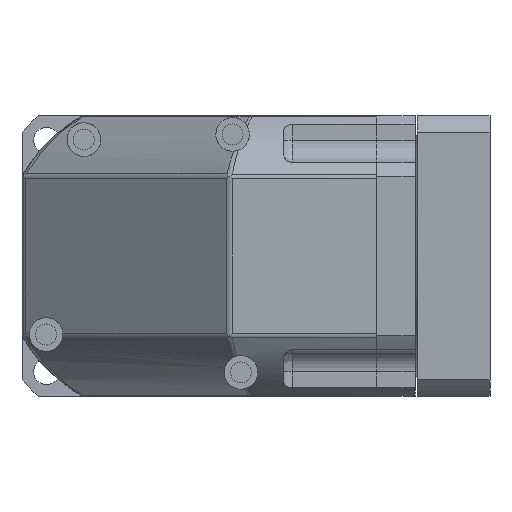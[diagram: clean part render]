
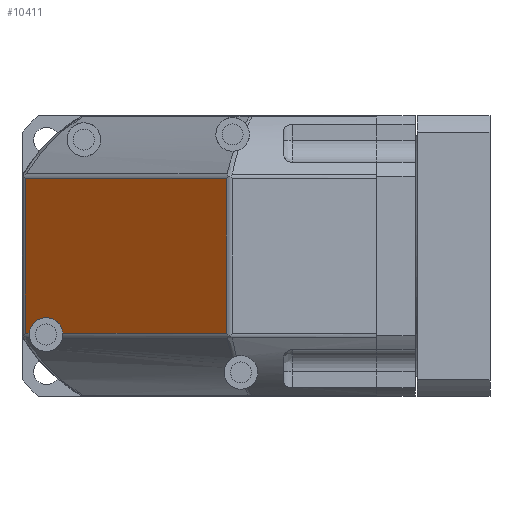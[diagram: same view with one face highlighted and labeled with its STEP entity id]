
A CAD part, front view. The second image highlights one B-rep face of the part: STEP entity #10411.
In plain terms, the highlighted face is planar.
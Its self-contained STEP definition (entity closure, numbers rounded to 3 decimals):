
#142 = DIRECTION ( 'NONE',  ( 0.644, 0., 0.765 ) ) ;
#528 = VERTEX_POINT ( 'NONE', #3295 ) ;
#600 = LINE ( 'NONE', #1286, #12166 ) ;
#845 = DIRECTION ( 'NONE',  ( -0.644, 0.001, -0.765 ) ) ;
#1247 = CARTESIAN_POINT ( 'NONE',  ( 5.251, 20.844, 51.741 ) ) ;
#1286 = CARTESIAN_POINT ( 'NONE',  ( -24.531, -5.963, 16.325 ) ) ;
#1558 = VERTEX_POINT ( 'NONE', #8930 ) ;
#1765 = ORIENTED_EDGE ( 'NONE', *, *, #13265, .T. ) ;
#1932 = CARTESIAN_POINT ( 'NONE',  ( 4.864, 27.066, 51.281 ) ) ;
#1941 = LINE ( 'NONE', #7173, #10528 ) ;
#2391 = EDGE_CURVE ( 'NONE', #528, #4959, #12428, .T. ) ;
#2683 = LINE ( 'NONE', #1932, #10915 ) ;
#2957 = ORIENTED_EDGE ( 'NONE', *, *, #5516, .T. ) ;
#3295 = CARTESIAN_POINT ( 'NONE',  ( 10.901, 27.054, 58.46 ) ) ;
#3424 = CARTESIAN_POINT ( 'NONE',  ( 10.497, 20.834, 57.98 ) ) ;
#4014 = AXIS2_PLACEMENT_3D ( 'NONE', #7930, #6856, #142 ) ;
#4420 = EDGE_CURVE ( 'NONE', #10837, #1558, #600, .T. ) ;
#4857 = EDGE_LOOP ( 'NONE', ( #14307, #5016, #7180, #6307, #2957, #1765 ) ) ;
#4959 = VERTEX_POINT ( 'NONE', #12983 ) ;
#5016 = ORIENTED_EDGE ( 'NONE', *, *, #12834, .F. ) ;
#5516 = EDGE_CURVE ( 'NONE', #4959, #11041, #2683, .T. ) ;
#5866 = LINE ( 'NONE', #10708, #8501 ) ;
#6307 = ORIENTED_EDGE ( 'NONE', *, *, #2391, .T. ) ;
#6856 = DIRECTION ( 'NONE',  ( -0.765, 0., 0.644 ) ) ;
#7064 = DIRECTION ( 'NONE',  ( 0., -1., 0. ) ) ;
#7106 = LINE ( 'NONE', #11524, #12724 ) ;
#7173 = CARTESIAN_POINT ( 'NONE',  ( 27.634, 27.022, 78.359 ) ) ;
#7180 = ORIENTED_EDGE ( 'NONE', *, *, #7481, .F. ) ;
#7327 = DIRECTION ( 'NONE',  ( 0., -1., 0. ) ) ;
#7481 = EDGE_CURVE ( 'NONE', #528, #13482, #1941, .T. ) ;
#7766 = CARTESIAN_POINT ( 'NONE',  ( 11.597, 27.053, 59.287 ) ) ;
#7930 = CARTESIAN_POINT ( 'NONE',  ( 27.634, 27.56, 78.359 ) ) ;
#8501 = VECTOR ( 'NONE', #7327, 1000. ) ;
#8878 = CARTESIAN_POINT ( 'NONE',  ( -24.531, -5.963, 16.325 ) ) ;
#8930 = CARTESIAN_POINT ( 'NONE',  ( 11.597, -6.032, 59.287 ) ) ;
#9076 = CARTESIAN_POINT ( 'NONE',  ( 4.864, 27.066, 51.281 ) ) ;
#10411 = ADVANCED_FACE ( 'NONE', ( #10687 ), #13549, .T. ) ;
#10528 = VECTOR ( 'NONE', #12813, 1000. ) ;
#10687 = FACE_OUTER_BOUND ( 'NONE', #4857, .T. ) ;
#10708 = CARTESIAN_POINT ( 'NONE',  ( -24.531, 27.56, 16.325 ) ) ;
#10837 = VERTEX_POINT ( 'NONE', #8878 ) ;
#10915 = VECTOR ( 'NONE', #845, 1000. ) ;
#11041 = VERTEX_POINT ( 'NONE', #12483 ) ;
#11371 = DIRECTION ( 'NONE',  ( 0.644, -0.001, 0.765 ) ) ;
#11524 = CARTESIAN_POINT ( 'NONE',  ( 11.597, -19.444, 59.287 ) ) ;
#12166 = VECTOR ( 'NONE', #11371, 1000. ) ;
#12428 =( BOUNDED_CURVE ( )  B_SPLINE_CURVE ( 3, ( #13516, #3424, #1247, #9076 ),
 .UNSPECIFIED., .F., .F. ) 
 B_SPLINE_CURVE_WITH_KNOTS ( ( 4, 4 ),
 ( 0.077, 3.068 ),
 .UNSPECIFIED. ) 
 CURVE ( )  GEOMETRIC_REPRESENTATION_ITEM ( )  RATIONAL_B_SPLINE_CURVE ( ( 1., 0.384, 0.384, 1. ) ) 
 REPRESENTATION_ITEM ( '' )  );
#12483 = CARTESIAN_POINT ( 'NONE',  ( -24.531, 27.122, 16.325 ) ) ;
#12724 = VECTOR ( 'NONE', #7064, 1000. ) ;
#12813 = DIRECTION ( 'NONE',  ( 0.644, -0.001, 0.765 ) ) ;
#12834 = EDGE_CURVE ( 'NONE', #13482, #1558, #7106, .T. ) ;
#12983 = CARTESIAN_POINT ( 'NONE',  ( 4.864, 27.066, 51.281 ) ) ;
#13265 = EDGE_CURVE ( 'NONE', #11041, #10837, #5866, .T. ) ;
#13482 = VERTEX_POINT ( 'NONE', #7766 ) ;
#13516 = CARTESIAN_POINT ( 'NONE',  ( 10.901, 27.054, 58.46 ) ) ;
#13549 = PLANE ( 'NONE',  #4014 ) ;
#14307 = ORIENTED_EDGE ( 'NONE', *, *, #4420, .T. ) ;
